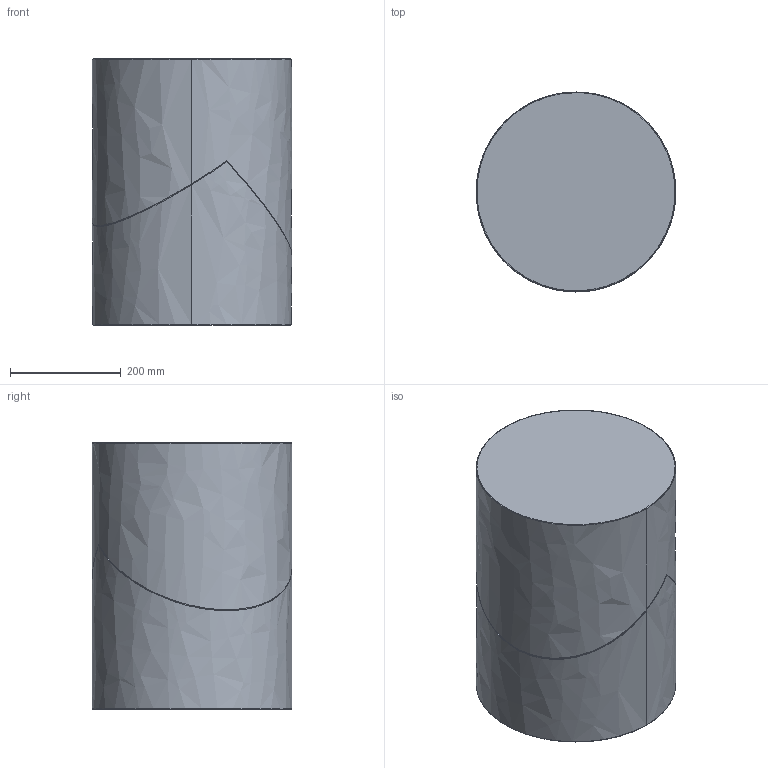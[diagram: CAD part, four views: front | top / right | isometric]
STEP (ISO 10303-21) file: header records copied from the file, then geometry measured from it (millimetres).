
FILE_DESCRIPTION(/* description */ (''),/* implementation_level */ '2;1');
FILE_NAME(/* name */ 'GRF02-A_UAP_GRAFTED_Bole_3D',/* time_stamp */ '2018-01-24T16:17:06-05:00',/* author */ (''),/* organization */ (''),/* preprocessor_version */ 'ST-DEVELOPER v15',/* originating_system */ '',/* authorisation */ '');
FILE_SCHEMA (('AUTOMOTIVE_DESIGN'));
Length unit declared in the file: millimetre
Products named in the file (1): Document
Bounding box: 359.92 x 360 x 480 mm (x, y, z)
Surface area: 749150.6 mm2 (no closed solid volume)
Topology: 0 solids, 2 shells, 18 faces, 43 edges, 27 vertices
Faces by surface type: bspline 16, plane 2
Entity records: 1777 total; most frequent: CARTESIAN_POINT 1492, ORIENTED_EDGE 79, EDGE_CURVE 43, VERTEX_POINT 27, B_SPLINE_CURVE_WITH_KNOTS 25, ADVANCED_FACE 18, FACE_OUTER_BOUND 18, EDGE_LOOP 18
